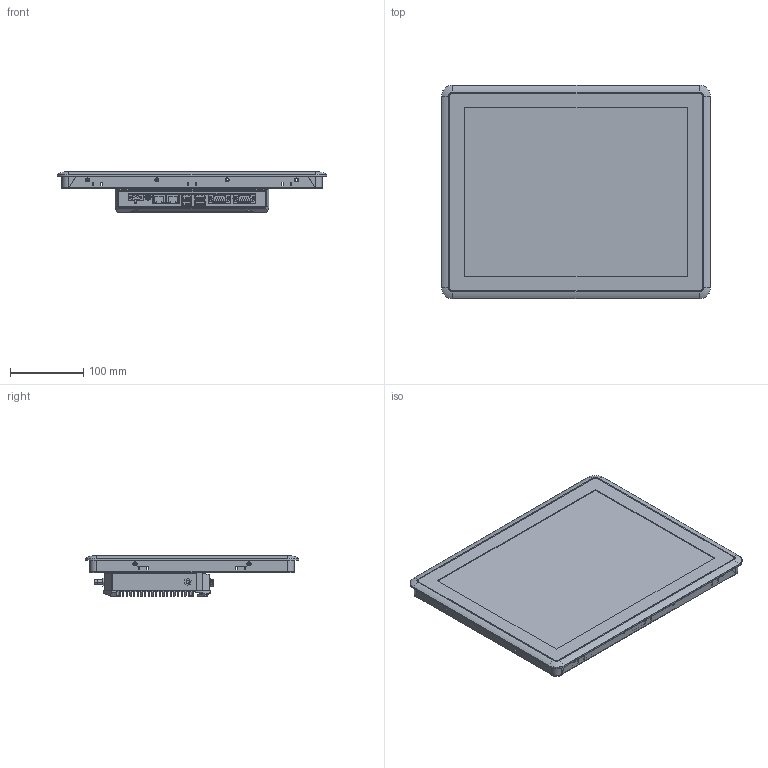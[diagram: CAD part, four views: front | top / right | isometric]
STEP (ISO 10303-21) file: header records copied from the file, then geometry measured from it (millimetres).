
FILE_DESCRIPTION (( 'STEP AP214' ), '1' );
FILE_NAME ('AS54F15CXXX.STEP', '2021-03-03T03:51:32', ( 'dhb' ), ( '' ), 'SwSTEP 2.0', 'SolidWorks 2016', '' );
FILE_SCHEMA (( 'AUTOMOTIVE_DESIGN' ));
Length unit declared in the file: millimetre
Products named in the file (1): AS54F15CXXX.2
Bounding box: 368.2 x 292.2 x 55 mm (x, y, z)
Surface area: 449270.9 mm2 (no closed solid volume)
Topology: 0 solids, 76 shells, 847 faces, 3297 edges, 2457 vertices
Faces by surface type: plane 467, cylinder 276, torus 40, cone 34, bspline 29, sphere 1
Entity records: 43960 total; most frequent: CARTESIAN_POINT 7741, DIRECTION 5589, ORIENTED_EDGE 4844, EDGE_CURVE 3268, VERTEX_POINT 2457, VECTOR 2151, LINE 2151, AXIS2_PLACEMENT_3D 1719
